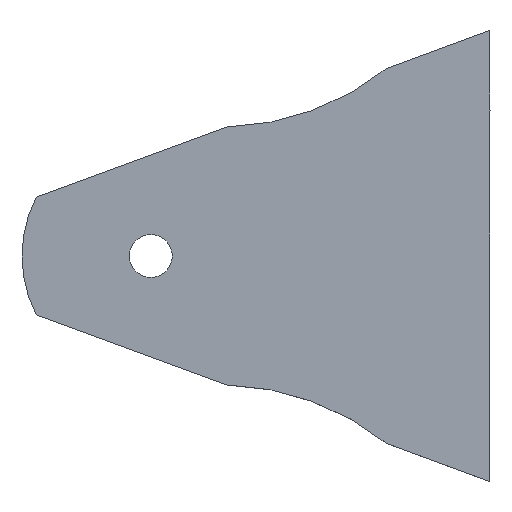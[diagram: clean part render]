
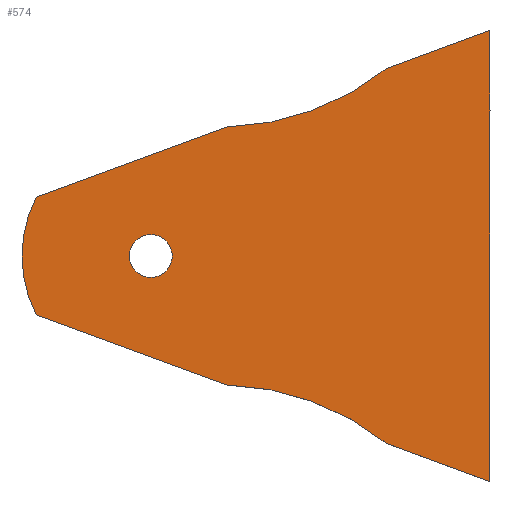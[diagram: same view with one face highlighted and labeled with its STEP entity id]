
A CAD part, top view. The second image highlights one B-rep face of the part: STEP entity #574.
In plain terms, the highlighted planar face has unit normal (0, 0, 1).
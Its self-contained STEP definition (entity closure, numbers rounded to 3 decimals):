
#15=FACE_BOUND('',#82,.T.);
#21=CIRCLE('',#624,25.);
#22=CIRCLE('',#625,12.);
#23=CIRCLE('',#626,25.);
#24=CIRCLE('',#627,2.);
#50=FACE_OUTER_BOUND('',#81,.T.);
#81=EDGE_LOOP('',(#418,#419,#420,#421,#422,#423,#424,#425,#426,#427,#428,
#429));
#82=EDGE_LOOP('',(#430));
#125=LINE('',#871,#192);
#127=LINE('',#876,#194);
#128=LINE('',#878,#195);
#129=LINE('',#882,#196);
#130=LINE('',#886,#197);
#131=LINE('',#890,#198);
#132=LINE('',#892,#199);
#133=LINE('',#894,#200);
#134=LINE('',#895,#201);
#192=VECTOR('',#703,10.);
#194=VECTOR('',#709,10.);
#195=VECTOR('',#710,10.);
#196=VECTOR('',#713,10.);
#197=VECTOR('',#716,10.);
#198=VECTOR('',#719,10.);
#199=VECTOR('',#720,10.);
#200=VECTOR('',#721,10.);
#201=VECTOR('',#722,10.);
#255=VERTEX_POINT('',#868);
#256=VERTEX_POINT('',#870);
#257=VERTEX_POINT('',#875);
#258=VERTEX_POINT('',#877);
#259=VERTEX_POINT('',#879);
#260=VERTEX_POINT('',#881);
#261=VERTEX_POINT('',#883);
#262=VERTEX_POINT('',#885);
#263=VERTEX_POINT('',#887);
#264=VERTEX_POINT('',#889);
#265=VERTEX_POINT('',#891);
#266=VERTEX_POINT('',#893);
#267=VERTEX_POINT('',#896);
#317=EDGE_CURVE('',#256,#255,#125,.T.);
#319=EDGE_CURVE('',#255,#257,#127,.T.);
#320=EDGE_CURVE('',#257,#258,#128,.T.);
#321=EDGE_CURVE('',#258,#259,#21,.T.);
#322=EDGE_CURVE('',#259,#260,#129,.T.);
#323=EDGE_CURVE('',#260,#261,#22,.T.);
#324=EDGE_CURVE('',#261,#262,#130,.T.);
#325=EDGE_CURVE('',#262,#263,#23,.T.);
#326=EDGE_CURVE('',#263,#264,#131,.T.);
#327=EDGE_CURVE('',#264,#265,#132,.T.);
#328=EDGE_CURVE('',#265,#266,#133,.T.);
#329=EDGE_CURVE('',#266,#256,#134,.T.);
#330=EDGE_CURVE('',#267,#267,#24,.T.);
#418=ORIENTED_EDGE('',*,*,#317,.T.);
#419=ORIENTED_EDGE('',*,*,#319,.T.);
#420=ORIENTED_EDGE('',*,*,#320,.T.);
#421=ORIENTED_EDGE('',*,*,#321,.T.);
#422=ORIENTED_EDGE('',*,*,#322,.T.);
#423=ORIENTED_EDGE('',*,*,#323,.T.);
#424=ORIENTED_EDGE('',*,*,#324,.T.);
#425=ORIENTED_EDGE('',*,*,#325,.T.);
#426=ORIENTED_EDGE('',*,*,#326,.T.);
#427=ORIENTED_EDGE('',*,*,#327,.T.);
#428=ORIENTED_EDGE('',*,*,#328,.T.);
#429=ORIENTED_EDGE('',*,*,#329,.T.);
#430=ORIENTED_EDGE('',*,*,#330,.T.);
#549=PLANE('',#623);
#574=ADVANCED_FACE('',(#50,#15),#549,.T.);
#623=AXIS2_PLACEMENT_3D('',#874,#707,#708);
#624=AXIS2_PLACEMENT_3D('',#880,#711,#712);
#625=AXIS2_PLACEMENT_3D('',#884,#714,#715);
#626=AXIS2_PLACEMENT_3D('',#888,#717,#718);
#627=AXIS2_PLACEMENT_3D('',#897,#723,#724);
#703=DIRECTION('',(0.,1.,0.));
#707=DIRECTION('center_axis',(0.,0.,1.));
#708=DIRECTION('ref_axis',(-1.,0.,0.));
#709=DIRECTION('',(0.,1.,0.));
#710=DIRECTION('',(-0.939,-0.345,0.));
#711=DIRECTION('center_axis',(0.,0.,-1.));
#712=DIRECTION('ref_axis',(0.,-1.,0.));
#713=DIRECTION('',(-0.939,-0.345,0.));
#714=DIRECTION('center_axis',(0.,0.,1.));
#715=DIRECTION('ref_axis',(0.,1.,0.));
#716=DIRECTION('',(0.939,-0.345,0.));
#717=DIRECTION('center_axis',(0.,0.,-1.));
#718=DIRECTION('ref_axis',(0.769,0.639,0.));
#719=DIRECTION('',(0.939,-0.345,0.));
#720=DIRECTION('',(0.,1.,0.));
#721=DIRECTION('',(0.,1.,0.));
#722=DIRECTION('',(0.,1.,0.));
#723=DIRECTION('center_axis',(0.,0.,-1.));
#724=DIRECTION('ref_axis',(-1.,0.,0.));
#868=CARTESIAN_POINT('',(81.6,13.585,11.));
#870=CARTESIAN_POINT('',(81.6,5.985,11.));
#871=CARTESIAN_POINT('',(81.6,21.015,11.));
#874=CARTESIAN_POINT('Origin',(59.799,0.,11.));
#875=CARTESIAN_POINT('',(81.6,21.015,11.));
#876=CARTESIAN_POINT('',(81.6,13.585,11.));
#877=CARTESIAN_POINT('',(72.016,17.494,11.));
#878=CARTESIAN_POINT('',(38.002,5.,11.));
#879=CARTESIAN_POINT('',(57.085,12.01,11.));
#880=CARTESIAN_POINT('Origin',(56.378,37.,11.));
#881=CARTESIAN_POINT('',(39.328,5.487,11.));
#882=CARTESIAN_POINT('',(38.002,5.,11.));
#883=CARTESIAN_POINT('',(39.329,-5.489,11.));
#884=CARTESIAN_POINT('Origin',(50.,0.,11.));
#885=CARTESIAN_POINT('',(57.083,-12.01,11.));
#886=CARTESIAN_POINT('',(37.998,-5.,11.));
#887=CARTESIAN_POINT('',(72.016,-17.495,11.));
#888=CARTESIAN_POINT('Origin',(56.378,-37.,11.));
#889=CARTESIAN_POINT('',(81.6,-21.015,11.));
#890=CARTESIAN_POINT('',(37.998,-5.,11.));
#891=CARTESIAN_POINT('',(81.6,-15.015,11.));
#892=CARTESIAN_POINT('',(81.6,-21.015,11.));
#893=CARTESIAN_POINT('',(81.6,-0.015,11.));
#894=CARTESIAN_POINT('',(81.6,21.015,11.));
#895=CARTESIAN_POINT('',(81.6,-0.015,11.));
#896=CARTESIAN_POINT('',(52.,0.,11.));
#897=CARTESIAN_POINT('Origin',(50.,0.,11.));
